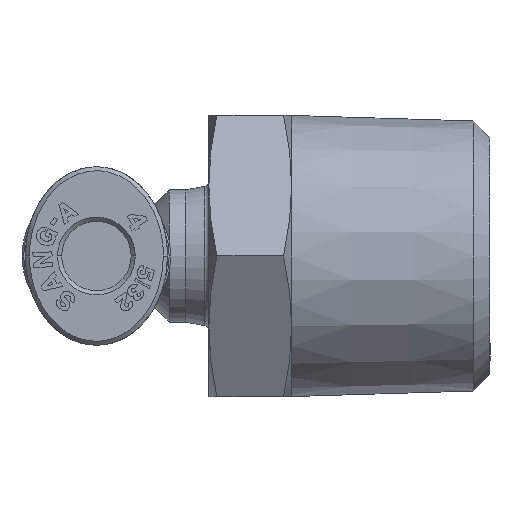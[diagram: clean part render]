
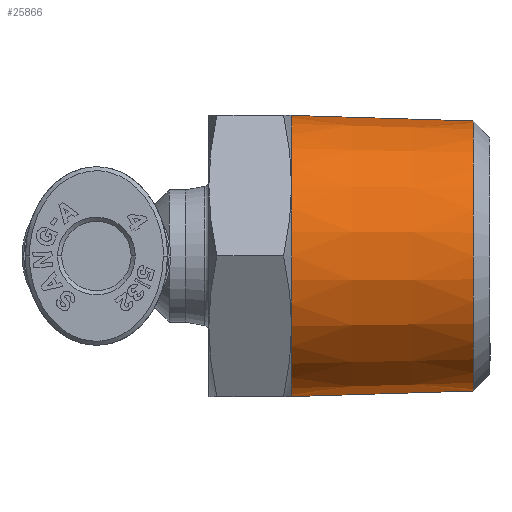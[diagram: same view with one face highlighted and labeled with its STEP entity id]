
A CAD part, left-side view. The second image highlights one B-rep face of the part: STEP entity #25866.
In plain terms, the highlighted conical face has half-angle 1.754 degrees and reference radius 8.5 mm.
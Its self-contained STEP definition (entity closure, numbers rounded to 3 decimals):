
#809 = DIRECTION ( 'NONE',  ( 0., 0.031, 1. ) ) ;
#1402 = DIRECTION ( 'NONE',  ( 0., 0., -1. ) ) ;
#1698 = EDGE_CURVE ( 'NONE', #28450, #13273, #15261, .T. ) ;
#2239 = EDGE_CURVE ( 'NONE', #17670, #9796, #10723, .T. ) ;
#2434 = EDGE_LOOP ( 'NONE', ( #7126, #10462, #28060, #17126, #27649, #16946 ) ) ;
#3922 = CARTESIAN_POINT ( 'NONE',  ( 5.1, 0., -11.8 ) ) ;
#4155 = DIRECTION ( 'NONE',  ( 0., 0., -1. ) ) ;
#4543 = CARTESIAN_POINT ( 'NONE',  ( 5.1, 0., -11.8 ) ) ;
#4688 = DIRECTION ( 'NONE',  ( 0., 0., -1. ) ) ;
#4782 = CARTESIAN_POINT ( 'NONE',  ( 5.1, 0., -11.8 ) ) ;
#5261 = CARTESIAN_POINT ( 'NONE',  ( 5.1, 0., -11.8 ) ) ;
#6348 = CIRCLE ( 'NONE', #14994, 8.5 ) ;
#6768 = DIRECTION ( 'NONE',  ( 0., 0., 1. ) ) ;
#7126 = ORIENTED_EDGE ( 'NONE', *, *, #10138, .T. ) ;
#8436 = AXIS2_PLACEMENT_3D ( 'NONE', #3922, #1402, #23885 ) ;
#9796 = VERTEX_POINT ( 'NONE', #11648 ) ;
#9885 = CIRCLE ( 'NONE', #17169, 8.5 ) ;
#10138 = EDGE_CURVE ( 'NONE', #16656, #17670, #10419, .T. ) ;
#10419 = CIRCLE ( 'NONE', #27907, 8.163 ) ;
#10462 = ORIENTED_EDGE ( 'NONE', *, *, #2239, .T. ) ;
#10723 = LINE ( 'NONE', #14284, #19051 ) ;
#11370 = EDGE_CURVE ( 'NONE', #16656, #18862, #24758, .T. ) ;
#11648 = CARTESIAN_POINT ( 'NONE',  ( 5.1, 8.5, -11.8 ) ) ;
#11755 = DIRECTION ( 'NONE',  ( -1., 0., 0. ) ) ;
#12453 = EDGE_CURVE ( 'NONE', #9796, #28450, #6348, .T. ) ;
#13273 = VERTEX_POINT ( 'NONE', #26465 ) ;
#14284 = CARTESIAN_POINT ( 'NONE',  ( 5.1, 8.5, -11.8 ) ) ;
#14994 = AXIS2_PLACEMENT_3D ( 'NONE', #4782, #4688, #11755 ) ;
#15261 = CIRCLE ( 'NONE', #8436, 8.5 ) ;
#15396 = DIRECTION ( 'NONE',  ( -1., 0., 0. ) ) ;
#15677 = CARTESIAN_POINT ( 'NONE',  ( 12.461, 4.25, -11.8 ) ) ;
#16656 = VERTEX_POINT ( 'NONE', #24588 ) ;
#16718 = EDGE_CURVE ( 'NONE', #13273, #18862, #9885, .T. ) ;
#16946 = ORIENTED_EDGE ( 'NONE', *, *, #11370, .F. ) ;
#17126 = ORIENTED_EDGE ( 'NONE', *, *, #1698, .T. ) ;
#17169 = AXIS2_PLACEMENT_3D ( 'NONE', #4543, #4155, #15396 ) ;
#17313 = CARTESIAN_POINT ( 'NONE',  ( 5.1, 8.163, -22.8 ) ) ;
#17670 = VERTEX_POINT ( 'NONE', #17313 ) ;
#18862 = VERTEX_POINT ( 'NONE', #20089 ) ;
#19051 = VECTOR ( 'NONE', #809, 1000. ) ;
#19133 = DIRECTION ( 'NONE',  ( 0., 0., 1. ) ) ;
#19232 = DIRECTION ( 'NONE',  ( 0., -1., 0. ) ) ;
#19970 = DIRECTION ( 'NONE',  ( -1., 0., 0. ) ) ;
#20089 = CARTESIAN_POINT ( 'NONE',  ( 5.1, -8.5, -11.8 ) ) ;
#20290 = VECTOR ( 'NONE', #20917, 1000. ) ;
#20917 = DIRECTION ( 'NONE',  ( 0., -0.031, 1. ) ) ;
#21924 = FACE_OUTER_BOUND ( 'NONE', #2434, .T. ) ;
#23885 = DIRECTION ( 'NONE',  ( -1., 0., 0. ) ) ;
#24588 = CARTESIAN_POINT ( 'NONE',  ( 5.1, -8.163, -22.8 ) ) ;
#24673 = CARTESIAN_POINT ( 'NONE',  ( 5.1, 0., -22.8 ) ) ;
#24758 = LINE ( 'NONE', #25242, #20290 ) ;
#25242 = CARTESIAN_POINT ( 'NONE',  ( 5.1, -8.5, -11.8 ) ) ;
#25866 = ADVANCED_FACE ( 'NONE', ( #21924 ), #28161, .T. ) ;
#25997 = AXIS2_PLACEMENT_3D ( 'NONE', #5261, #19133, #19232 ) ;
#26465 = CARTESIAN_POINT ( 'NONE',  ( 12.461, -4.25, -11.8 ) ) ;
#27649 = ORIENTED_EDGE ( 'NONE', *, *, #16718, .T. ) ;
#27907 = AXIS2_PLACEMENT_3D ( 'NONE', #24673, #6768, #19970 ) ;
#28060 = ORIENTED_EDGE ( 'NONE', *, *, #12453, .T. ) ;
#28161 = CONICAL_SURFACE ( 'NONE', #25997, 8.5, 0.031 ) ;
#28450 = VERTEX_POINT ( 'NONE', #15677 ) ;
